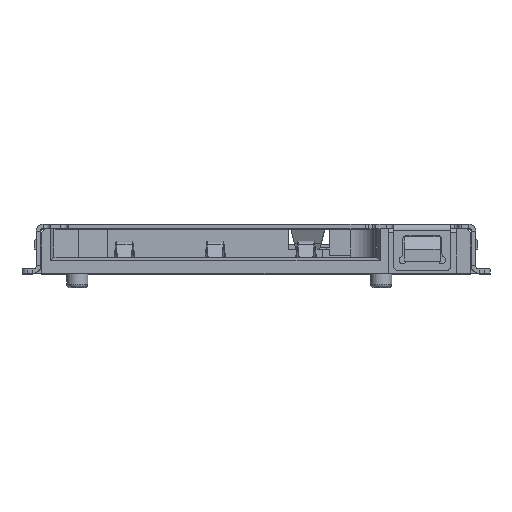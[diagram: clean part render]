
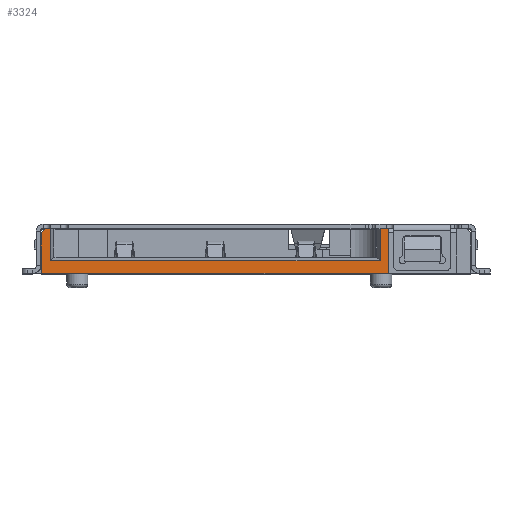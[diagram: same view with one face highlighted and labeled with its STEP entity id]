
A CAD part, top view. The second image highlights one B-rep face of the part: STEP entity #3324.
In plain terms, the highlighted planar face has unit normal (0, 0, 1).
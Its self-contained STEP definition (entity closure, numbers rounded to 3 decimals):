
#211 = CARTESIAN_POINT ( 'NONE',  ( 3.7, 0., 6.75 ) ) ;
#785 = VERTEX_POINT ( 'NONE', #38402 ) ;
#927 = CARTESIAN_POINT ( 'NONE',  ( 3.474, 0.35, 6.75 ) ) ;
#1019 = CARTESIAN_POINT ( 'NONE',  ( -5.88, 1.25, 6.75 ) ) ;
#2882 = CARTESIAN_POINT ( 'NONE',  ( -6., 1.13, 6.75 ) ) ;
#3324 = ADVANCED_FACE ( 'NONE', ( #11796 ), #28723, .T. ) ;
#3483 = VERTEX_POINT ( 'NONE', #16293 ) ;
#3525 = EDGE_CURVE ( 'NONE', #34237, #20417, #34854, .T. ) ;
#4817 = CARTESIAN_POINT ( 'NONE',  ( 3.7, 0., 6.75 ) ) ;
#5870 = CARTESIAN_POINT ( 'NONE',  ( -6., 1.13, 6.75 ) ) ;
#7665 = CARTESIAN_POINT ( 'NONE',  ( -5.88, 1.25, 6.75 ) ) ;
#7874 = LINE ( 'NONE', #1019, #30319 ) ;
#8077 = CARTESIAN_POINT ( 'NONE',  ( -6., 1.13, 6.75 ) ) ;
#8643 = EDGE_CURVE ( 'NONE', #9806, #3483, #7874, .T. ) ;
#8901 = EDGE_CURVE ( 'NONE', #23204, #3483, #10129, .T. ) ;
#9806 = VERTEX_POINT ( 'NONE', #7665 ) ;
#10129 = LINE ( 'NONE', #19770, #14547 ) ;
#10637 = ORIENTED_EDGE ( 'NONE', *, *, #8643, .F. ) ;
#10781 = ORIENTED_EDGE ( 'NONE', *, *, #22430, .F. ) ;
#11759 = CARTESIAN_POINT ( 'NONE',  ( -5.75, 0.35, 6.75 ) ) ;
#11796 = FACE_OUTER_BOUND ( 'NONE', #17272, .T. ) ;
#11947 = CARTESIAN_POINT ( 'NONE',  ( 3.7, 0., 6.75 ) ) ;
#12205 = EDGE_CURVE ( 'NONE', #785, #20417, #17465, .T. ) ;
#13530 = CARTESIAN_POINT ( 'NONE',  ( 3.474, 1.25, 6.75 ) ) ;
#14035 = VECTOR ( 'NONE', #25139, 1000. ) ;
#14371 = EDGE_CURVE ( 'NONE', #34237, #18001, #19911, .T. ) ;
#14547 = VECTOR ( 'NONE', #36489, 1000. ) ;
#14889 = VECTOR ( 'NONE', #15956, 1000. ) ;
#15292 = AXIS2_PLACEMENT_3D ( 'NONE', #18217, #25480, #31936 ) ;
#15956 = DIRECTION ( 'NONE',  ( 0., -1., 0. ) ) ;
#16293 = CARTESIAN_POINT ( 'NONE',  ( -5.75, 1.25, 6.75 ) ) ;
#17205 = LINE ( 'NONE', #927, #41352 ) ;
#17272 = EDGE_LOOP ( 'NONE', ( #38561, #26392, #31117, #19709, #10637, #10781, #21051, #42369, #23660 ) ) ;
#17465 = LINE ( 'NONE', #30546, #18806 ) ;
#18001 = VERTEX_POINT ( 'NONE', #35692 ) ;
#18217 = CARTESIAN_POINT ( 'NONE',  ( -1.15, 0.685, 6.75 ) ) ;
#18421 = VERTEX_POINT ( 'NONE', #5870 ) ;
#18806 = VECTOR ( 'NONE', #33963, 1000. ) ;
#19407 = CARTESIAN_POINT ( 'NONE',  ( 3.474, 0.35, 6.75 ) ) ;
#19709 = ORIENTED_EDGE ( 'NONE', *, *, #8901, .T. ) ;
#19770 = CARTESIAN_POINT ( 'NONE',  ( -5.75, 0.35, 6.75 ) ) ;
#19911 = LINE ( 'NONE', #211, #29732 ) ;
#20417 = VERTEX_POINT ( 'NONE', #34350 ) ;
#20935 = DIRECTION ( 'NONE',  ( 1., 0., 0. ) ) ;
#21051 = ORIENTED_EDGE ( 'NONE', *, *, #26007, .T. ) ;
#21308 = EDGE_CURVE ( 'NONE', #785, #38903, #29841, .T. ) ;
#22102 = VECTOR ( 'NONE', #38291, 1000. ) ;
#22430 = EDGE_CURVE ( 'NONE', #18421, #9806, #28792, .T. ) ;
#23204 = VERTEX_POINT ( 'NONE', #11759 ) ;
#23556 = DIRECTION ( 'NONE',  ( -1., 0., 0. ) ) ;
#23660 = ORIENTED_EDGE ( 'NONE', *, *, #3525, .T. ) ;
#25139 = DIRECTION ( 'NONE',  ( 0.707, 0.707, 0. ) ) ;
#25480 = DIRECTION ( 'NONE',  ( 0., 0., 1. ) ) ;
#26007 = EDGE_CURVE ( 'NONE', #18421, #18001, #32252, .T. ) ;
#26392 = ORIENTED_EDGE ( 'NONE', *, *, #21308, .T. ) ;
#26604 = DIRECTION ( 'NONE',  ( 0., -1., 0. ) ) ;
#28723 = PLANE ( 'NONE',  #15292 ) ;
#28792 = LINE ( 'NONE', #8077, #14035 ) ;
#29732 = VECTOR ( 'NONE', #23556, 1000. ) ;
#29841 = LINE ( 'NONE', #13530, #34529 ) ;
#30319 = VECTOR ( 'NONE', #20935, 1000. ) ;
#30546 = CARTESIAN_POINT ( 'NONE',  ( 3.65, 1.25, 6.75 ) ) ;
#31117 = ORIENTED_EDGE ( 'NONE', *, *, #40693, .T. ) ;
#31936 = DIRECTION ( 'NONE',  ( 1., 0., 0. ) ) ;
#32252 = LINE ( 'NONE', #2882, #14889 ) ;
#33963 = DIRECTION ( 'NONE',  ( 1., 0., 0. ) ) ;
#34237 = VERTEX_POINT ( 'NONE', #4817 ) ;
#34350 = CARTESIAN_POINT ( 'NONE',  ( 3.7, 1.25, 6.75 ) ) ;
#34529 = VECTOR ( 'NONE', #26604, 1000. ) ;
#34854 = LINE ( 'NONE', #11947, #22102 ) ;
#35692 = CARTESIAN_POINT ( 'NONE',  ( -6., 0., 6.75 ) ) ;
#36489 = DIRECTION ( 'NONE',  ( 0., 1., 0. ) ) ;
#38291 = DIRECTION ( 'NONE',  ( 0., 1., 0. ) ) ;
#38402 = CARTESIAN_POINT ( 'NONE',  ( 3.474, 1.25, 6.75 ) ) ;
#38561 = ORIENTED_EDGE ( 'NONE', *, *, #12205, .F. ) ;
#38903 = VERTEX_POINT ( 'NONE', #19407 ) ;
#40132 = DIRECTION ( 'NONE',  ( -1., 0., 0. ) ) ;
#40693 = EDGE_CURVE ( 'NONE', #38903, #23204, #17205, .T. ) ;
#41352 = VECTOR ( 'NONE', #40132, 1000. ) ;
#42369 = ORIENTED_EDGE ( 'NONE', *, *, #14371, .F. ) ;
